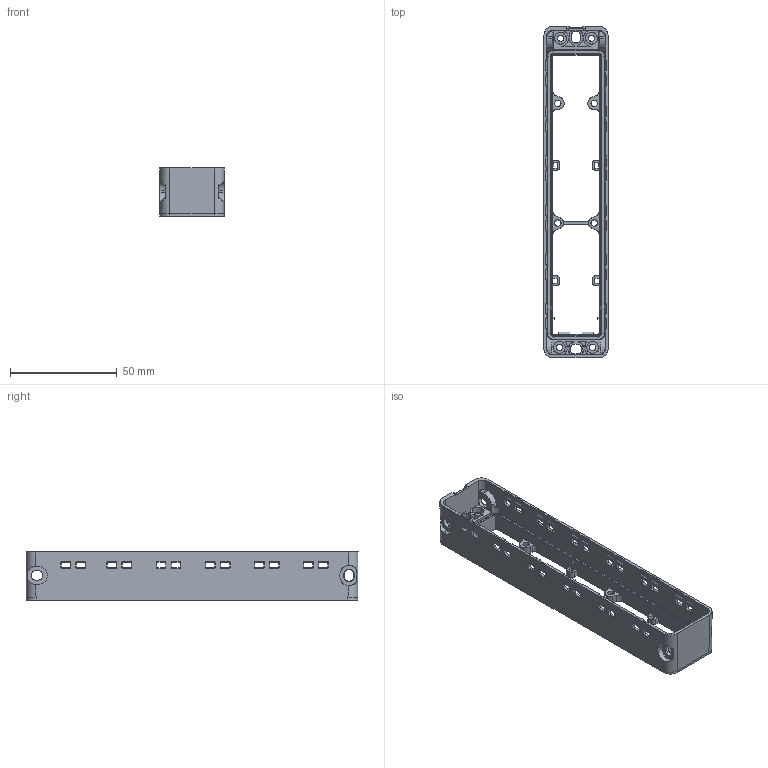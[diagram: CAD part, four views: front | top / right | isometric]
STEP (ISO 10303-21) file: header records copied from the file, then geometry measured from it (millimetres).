
FILE_DESCRIPTION(('CATIA V5 STEP Exchange','CAx-IF Rec.Pracs.--- Model Styling and Organization---1.4--- 2014-01-23'),'2;1');
FILE_NAME ('009770-1_0_1246660000_1246660000.stp','2021-05-17T05:23:49+00:00',('none'),('Weidmueller'),'CATIA Version 5-6 Release 2016 SP3 HF44','CATIA V5 STEP AP214','none');
FILE_SCHEMA(('AUTOMOTIVE_DESIGN { 1 0 10303 214 1 1 1 1 }'));
Products named in the file (1): 1246660000
Bounding box: 30 x 155.38 x 22.5 mm (x, y, z)
Volume: 18764.8 mm3; surface area: 29156.2 mm2
Topology: 2 solids, 2 shells, 1544 faces, 4268 edges, 2696 vertices
Faces by surface type: plane 685, cylinder 404, cone 221, torus 146, bspline 81, sphere 7
Entity records: 51844 total; most frequent: CARTESIAN_POINT 15550, ORIENTED_EDGE 8450, DIRECTION 5851, EDGE_CURVE 4225, VERTEX_POINT 2678, VECTOR 2497, LINE 2497, AXIS2_PLACEMENT_3D 2208
